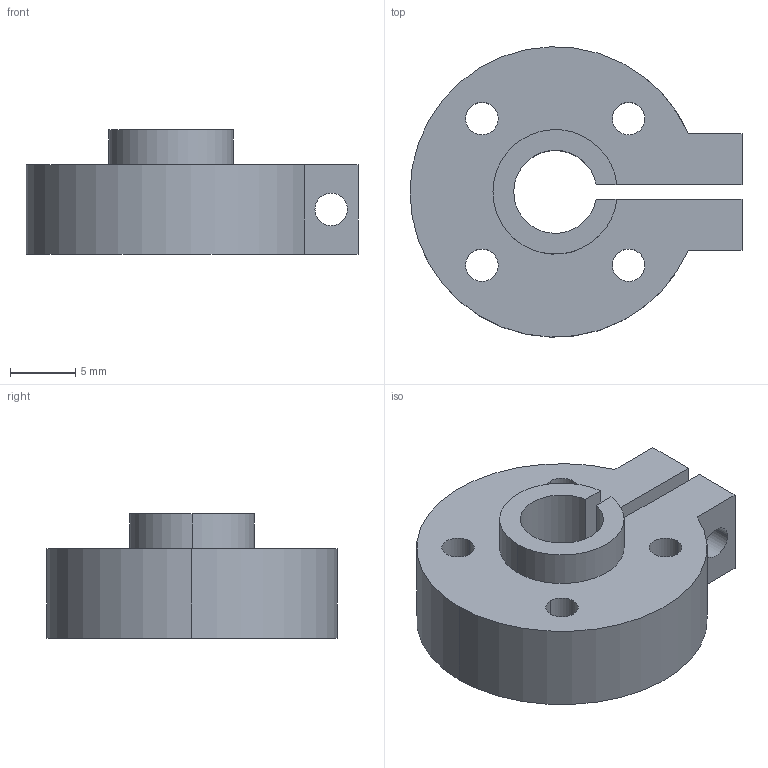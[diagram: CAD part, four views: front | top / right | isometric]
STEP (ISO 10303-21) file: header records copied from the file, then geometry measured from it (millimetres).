
FILE_DESCRIPTION((''),'2;1');
FILE_NAME('Clamping Hub.stp','2008-01-03T17:55:30',('Owner'),(''),'Autodesk Inventor (R) 6.0','Autodesk Inventor (R) 6.0','');
FILE_SCHEMA(('AUTOMOTIVE_DESIGN { 1 0 10303 214 1 1 1 1 }'));
Length unit declared in the file: inch
Products named in the file (1): Clamping Hub
Bounding box: 25.4 x 22.21 x 9.53 mm (x, y, z)
Volume: 2475.5 mm3; surface area: 1918.2 mm2
Topology: 1 solids, 1 shells, 29 faces, 81 edges, 54 vertices
Faces by surface type: bspline 14, plane 9, cylinder 6
Entity records: 1198 total; most frequent: CARTESIAN_POINT 421, ORIENTED_EDGE 162, DIRECTION 149, EDGE_CURVE 81, AXIS2_PLACEMENT_3D 54, VERTEX_POINT 54, VECTOR 41, LINE 41
